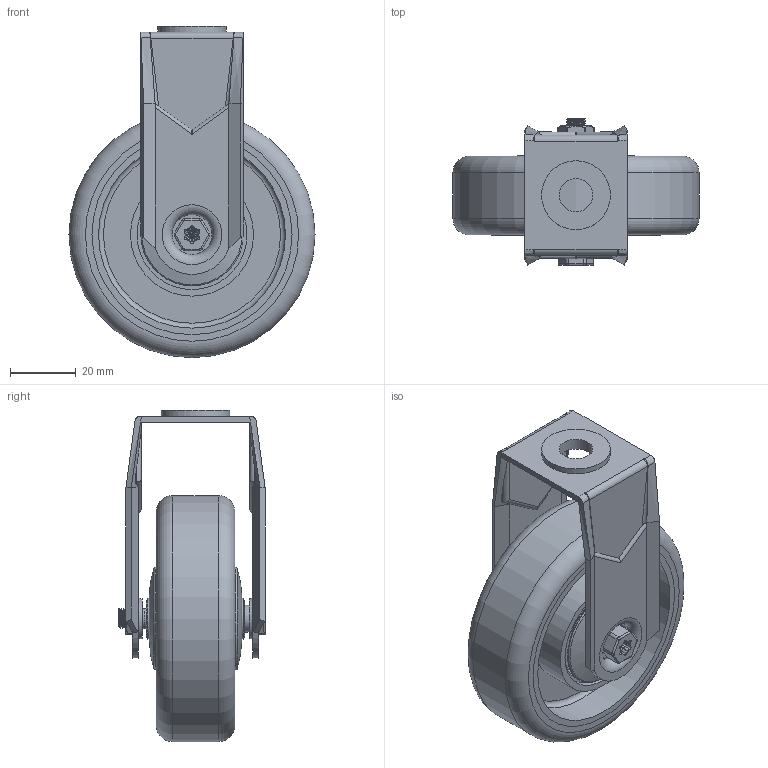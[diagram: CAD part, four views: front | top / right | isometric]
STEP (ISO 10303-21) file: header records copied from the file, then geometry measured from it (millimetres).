
FILE_DESCRIPTION(/* description */ ('','CAx-IF Rec.Pracs.---Representation and Presentation of Product Manufacturing Information (PMI)---4.0---2014-10-13'),/* implementation_level */ '2;1');
FILE_NAME(/* name */ 'BZRAF75GRBJBH10.step',/* time_stamp */ '2025-02-27T12:41:50Z',/* author */ (''),/* organization */ (''),/* preprocessor_version */ 'ST-DEVELOPER v20',/* originating_system */ 'Autodesk Translation Framework v13.20.0.188',/* authorisation */ '');
FILE_SCHEMA (('AP242_MANAGED_MODEL_BASED_3D_ENGINEERING_MIM_LF { 1 0 10303 442 1 1 4 }'));
Length unit declared in the file: millimetre
Products named in the file (18): BZRAF75GRBJBH10; BZRAF75ASBH10 v1; ZINC PLATED PRESSED STEEL FORKS; BZRA75WGRBJM6 v1; THERMOPLASTIC RUBBER TYRE; POLYPROPYLENE RIM; BEARING608RS; OUTTER; INNER; BALL BEARINGS; Component2; MIDDLE; RUBBER; CAP; BOLTBZRA6MM v1; ZINC PLATED AXLE BOLT; NM6GR8HALFGR8 v1; ZINC PLATED LOCKING NUT
Assembly tree (23 placements, depth 5):
  BZRAF75GRBJBH10
    BZRAF75ASBH10 v1
      ZINC PLATED PRESSED STEEL FORKS
    BZRA75WGRBJM6 v1
      THERMOPLASTIC RUBBER TYRE
      POLYPROPYLENE RIM
      CAP  x2
      BEARING608RS
        OUTTER
        INNER
        BALL BEARINGS
          Component2  x6
        MIDDLE
        RUBBER
    BOLTBZRA6MM v1
      ZINC PLATED AXLE BOLT
    NM6GR8HALFGR8 v1
      ZINC PLATED LOCKING NUT
Bounding box: 75 x 44.75 x 101 mm (x, y, z)
Volume: 74147.4 mm3; surface area: 53529.9 mm2
Topology: 18 solids, 18 shells, 396 faces, 955 edges, 607 vertices
Faces by surface type: cylinder 134, plane 117, bspline 68, torus 35, sphere 24, cone 18
Full cylindrical faces by diameter (mm): 5 x9, 6 x2, 6.1 x2, 6.2 x1, 6.8 x2, 7.9 x2, 8 x2, 8.2 x1, 9.875 x1, 10.198 x1, 10.55 x4, 11.2 x2, 11.6 x2, 11.75 x2, 12.5 x2, 12.738 x1, 18.3 x2, 18.317 x1, 18.7 x2, 19.2 x4, 19.875 x1, 20.5 x2, 21 x1, 22 x2, 28 x2, 31 x2, 31.25 x2, 33.5 x2, 37.5 x2, 57 x2
Entity records: 29840 total; most frequent: CARTESIAN_POINT 20646, DIRECTION 1843, ORIENTED_EDGE 1808, EDGE_CURVE 904, AXIS2_PLACEMENT_3D 789, VERTEX_POINT 579, EDGE_LOOP 441, CIRCLE 398
